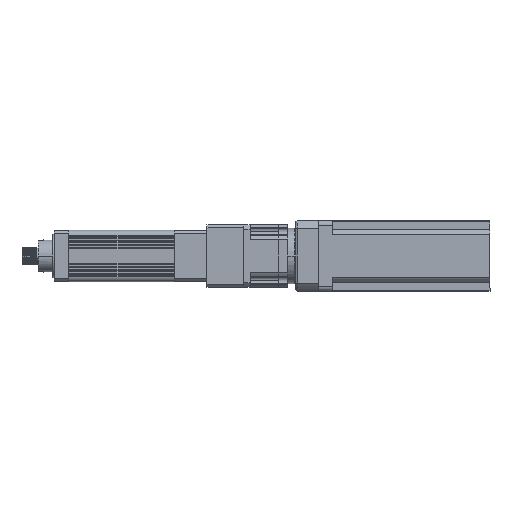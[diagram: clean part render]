
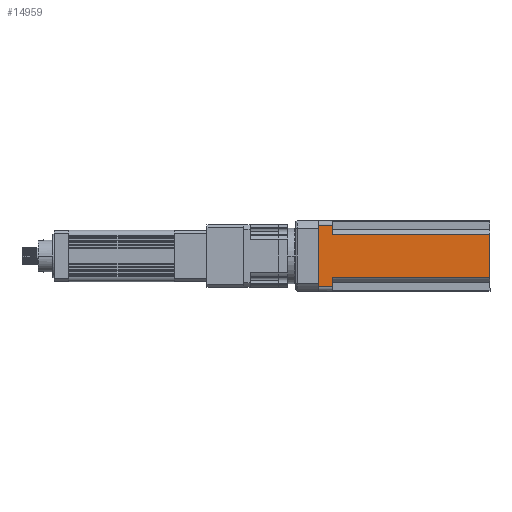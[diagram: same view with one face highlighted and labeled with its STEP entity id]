
A CAD part, left-side view. The second image highlights one B-rep face of the part: STEP entity #14959.
In plain terms, the highlighted free-form (B-spline) face has degree [1, 1] with [2, 2] control points.
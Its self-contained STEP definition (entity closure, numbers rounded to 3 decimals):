
#585 = B_SPLINE_CURVE_WITH_KNOTS ( 'NONE', 1,
 ( #8946, #27378 ),
 .UNSPECIFIED., .F., .F.,
 ( 2, 2 ),
 ( 0., 1. ),
 .UNSPECIFIED. ) ;
#1010 = VERTEX_POINT ( 'NONE', #1456 ) ;
#1078 = CARTESIAN_POINT ( 'NONE',  ( 50.221, -70.667, 226.25 ) ) ;
#1456 = CARTESIAN_POINT ( 'NONE',  ( -47.479, -70.667, -66.25 ) ) ;
#1837 = CARTESIAN_POINT ( 'NONE',  ( -47.479, -70.667, 226.25 ) ) ;
#2080 = CARTESIAN_POINT ( 'NONE',  ( 33.921, -70.667, 226.25 ) ) ;
#2368 = ORIENTED_EDGE ( 'NONE', *, *, #17182, .F. ) ;
#4766 = FACE_OUTER_BOUND ( 'NONE', #38601, .T. ) ;
#4812 = ORIENTED_EDGE ( 'NONE', *, *, #6707, .F. ) ;
#4965 = CARTESIAN_POINT ( 'NONE',  ( -63.779, -70.667, -66.25 ) ) ;
#4974 = CARTESIAN_POINT ( 'NONE',  ( -47.479, -70.667, 226.25 ) ) ;
#5276 = EDGE_CURVE ( 'NONE', #1010, #39256, #14254, .T. ) ;
#5895 = ORIENTED_EDGE ( 'NONE', *, *, #8745, .T. ) ;
#6707 = EDGE_CURVE ( 'NONE', #39256, #39150, #23664, .T. ) ;
#7906 = B_SPLINE_CURVE_WITH_KNOTS ( 'NONE', 1,
 ( #27593, #21072 ),
 .UNSPECIFIED., .F., .F.,
 ( 2, 2 ),
 ( 0., 1. ),
 .UNSPECIFIED. ) ;
#7959 = CARTESIAN_POINT ( 'NONE',  ( -47.479, -70.667, -66.25 ) ) ;
#8294 = CARTESIAN_POINT ( 'NONE',  ( -63.779, -70.667, 226.25 ) ) ;
#8745 = EDGE_CURVE ( 'NONE', #22839, #39150, #585, .T. ) ;
#8946 = CARTESIAN_POINT ( 'NONE',  ( -63.779, -70.667, 252.25 ) ) ;
#10103 = VERTEX_POINT ( 'NONE', #17331 ) ;
#13137 = ORIENTED_EDGE ( 'NONE', *, *, #37208, .F. ) ;
#13578 = VERTEX_POINT ( 'NONE', #18198 ) ;
#14163 = CARTESIAN_POINT ( 'NONE',  ( -63.779, -70.667, 252.25 ) ) ;
#14254 = B_SPLINE_CURVE_WITH_KNOTS ( 'NONE', 1,
 ( #7959, #1837 ),
 .UNSPECIFIED., .F., .F.,
 ( 2, 2 ),
 ( -1., 0. ),
 .UNSPECIFIED. ) ;
#14959 = ADVANCED_FACE ( 'NONE', ( #4766 ), #37753, .F. ) ;
#15079 = CARTESIAN_POINT ( 'NONE',  ( -63.779, -70.667, 252.25 ) ) ;
#16421 = CARTESIAN_POINT ( 'NONE',  ( 33.921, -70.667, -66.25 ) ) ;
#16676 = B_SPLINE_CURVE_WITH_KNOTS ( 'NONE', 1,
 ( #38357, #16421 ),
 .UNSPECIFIED., .F., .F.,
 ( 2, 2 ),
 ( -1., 0. ),
 .UNSPECIFIED. ) ;
#17182 = EDGE_CURVE ( 'NONE', #10103, #1010, #7906, .T. ) ;
#17248 = CARTESIAN_POINT ( 'NONE',  ( 50.221, -70.667, 226.25 ) ) ;
#17331 = CARTESIAN_POINT ( 'NONE',  ( 33.921, -70.667, -66.25 ) ) ;
#18158 = CARTESIAN_POINT ( 'NONE',  ( 50.221, -70.667, 252.25 ) ) ;
#18198 = CARTESIAN_POINT ( 'NONE',  ( 33.921, -70.667, 226.25 ) ) ;
#18345 = ORIENTED_EDGE ( 'NONE', *, *, #35596, .F. ) ;
#20640 = EDGE_CURVE ( 'NONE', #35735, #13578, #31135, .T. ) ;
#21072 = CARTESIAN_POINT ( 'NONE',  ( -47.479, -70.667, -66.25 ) ) ;
#21326 = B_SPLINE_CURVE_WITH_KNOTS ( 'NONE', 1,
 ( #18158, #36611 ),
 .UNSPECIFIED., .F., .F.,
 ( 2, 2 ),
 ( 0., 1. ),
 .UNSPECIFIED. ) ;
#22839 = VERTEX_POINT ( 'NONE', #15079 ) ;
#23403 = CARTESIAN_POINT ( 'NONE',  ( 50.221, -70.667, 252.25 ) ) ;
#23664 = B_SPLINE_CURVE_WITH_KNOTS ( 'NONE', 1,
 ( #39245, #8294 ),
 .UNSPECIFIED., .F., .F.,
 ( 2, 2 ),
 ( 0., 1. ),
 .UNSPECIFIED. ) ;
#26487 = ORIENTED_EDGE ( 'NONE', *, *, #32760, .T. ) ;
#26938 = ORIENTED_EDGE ( 'NONE', *, *, #5276, .F. ) ;
#27378 = CARTESIAN_POINT ( 'NONE',  ( -63.779, -70.667, 226.25 ) ) ;
#27593 = CARTESIAN_POINT ( 'NONE',  ( 33.921, -70.667, -66.25 ) ) ;
#30139 = CARTESIAN_POINT ( 'NONE',  ( 50.221, -70.667, -66.25 ) ) ;
#31135 = B_SPLINE_CURVE_WITH_KNOTS ( 'NONE', 1,
 ( #33605, #2080 ),
 .UNSPECIFIED., .F., .F.,
 ( 2, 2 ),
 ( 0., 1. ),
 .UNSPECIFIED. ) ;
#31604 = CARTESIAN_POINT ( 'NONE',  ( 50.221, -70.667, 252.25 ) ) ;
#31616 = VERTEX_POINT ( 'NONE', #37413 ) ;
#32668 = CARTESIAN_POINT ( 'NONE',  ( -63.779, -70.667, 226.25 ) ) ;
#32760 = EDGE_CURVE ( 'NONE', #31616, #22839, #21326, .T. ) ;
#33605 = CARTESIAN_POINT ( 'NONE',  ( 50.221, -70.667, 226.25 ) ) ;
#34432 = B_SPLINE_CURVE_WITH_KNOTS ( 'NONE', 1,
 ( #31604, #1078 ),
 .UNSPECIFIED., .F., .F.,
 ( 2, 2 ),
 ( -1., 0. ),
 .UNSPECIFIED. ) ;
#35592 = ORIENTED_EDGE ( 'NONE', *, *, #20640, .F. ) ;
#35596 = EDGE_CURVE ( 'NONE', #31616, #35735, #34432, .T. ) ;
#35735 = VERTEX_POINT ( 'NONE', #17248 ) ;
#36611 = CARTESIAN_POINT ( 'NONE',  ( -63.779, -70.667, 252.25 ) ) ;
#37208 = EDGE_CURVE ( 'NONE', #13578, #10103, #16676, .T. ) ;
#37413 = CARTESIAN_POINT ( 'NONE',  ( 50.221, -70.667, 252.25 ) ) ;
#37753 = B_SPLINE_SURFACE_WITH_KNOTS ( 'NONE', 1, 1, ( 
 ( #4965, #30139 ),
 ( #14163, #23403 ) ),
 .UNSPECIFIED., .F., .F., .F.,
 ( 2, 2 ),
 ( 2, 2 ),
 ( 0., 1. ),
 ( 0., 1. ),
 .UNSPECIFIED. ) ;
#38357 = CARTESIAN_POINT ( 'NONE',  ( 33.921, -70.667, 226.25 ) ) ;
#38601 = EDGE_LOOP ( 'NONE', ( #5895, #4812, #26938, #2368, #13137, #35592, #18345, #26487 ) ) ;
#39150 = VERTEX_POINT ( 'NONE', #32668 ) ;
#39245 = CARTESIAN_POINT ( 'NONE',  ( -47.479, -70.667, 226.25 ) ) ;
#39256 = VERTEX_POINT ( 'NONE', #4974 ) ;
